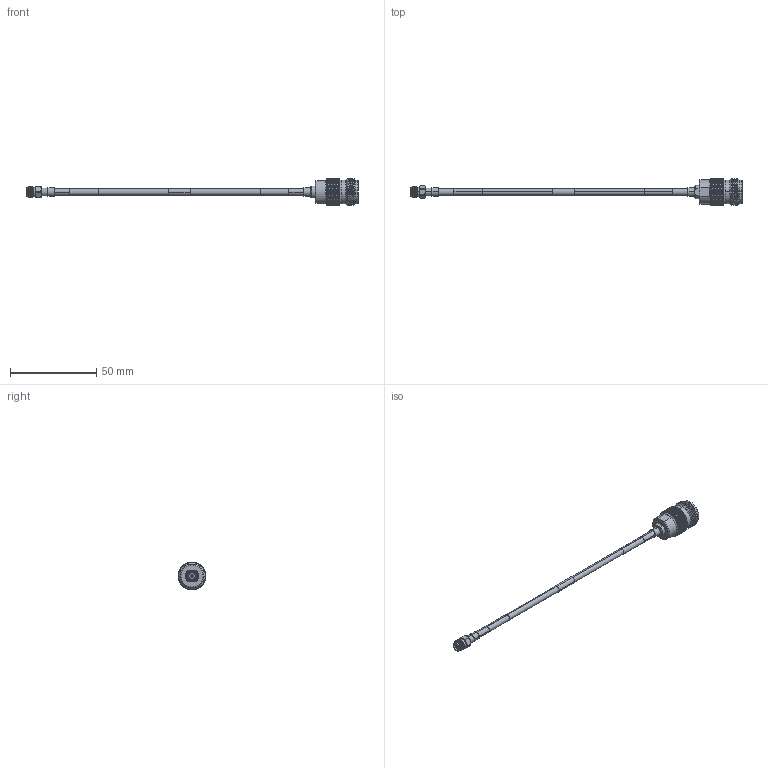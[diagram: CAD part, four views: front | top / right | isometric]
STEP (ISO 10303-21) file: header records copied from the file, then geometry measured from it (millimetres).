
FILE_DESCRIPTION (( 'STEP AP214' ), '1' );
FILE_NAME ('LCCA30483_3D.STEP', '2020-04-27T18:28:45', ( '' ), ( '' ), 'SwSTEP 2.0', 'SolidWorks 2018', '' );
FILE_SCHEMA (( 'AUTOMOTIVE_DESIGN' ));
Length unit declared in the file: inch
Products named in the file (6): LCCN3047; LC141TBJ-PROD; LC141TBJ (141 Formable with HeatShrink); LCCA30483_3D; 1AW01-003_.152 ID; LCCN3055
Assembly tree (7 placements, depth 3):
  LCCA30483_3D
    LC141TBJ-PROD
      LC141TBJ (141 Formable with HeatShrink)
      1AW01-003_.152 ID  x3
    LCCN3047
    LCCN3055
Bounding box: 192.53 x 16 x 16 mm (x, y, z)
Volume: 5642 mm3; surface area: 6730.8 mm2
Topology: 9 solids, 9 shells, 2461 faces, 5221 edges, 2799 vertices
Faces by surface type: bspline 1806, cylinder 544, plane 61, cone 50
Entity records: 94523 total; most frequent: CARTESIAN_POINT 61485, ORIENTED_EDGE 10394, EDGE_CURVE 5197, VERTEX_POINT 2783, EDGE_LOOP 2478, ADVANCED_FACE 2449, FACE_OUTER_BOUND 2449, B_SPLINE_CURVE_WITH_KNOTS 2172
